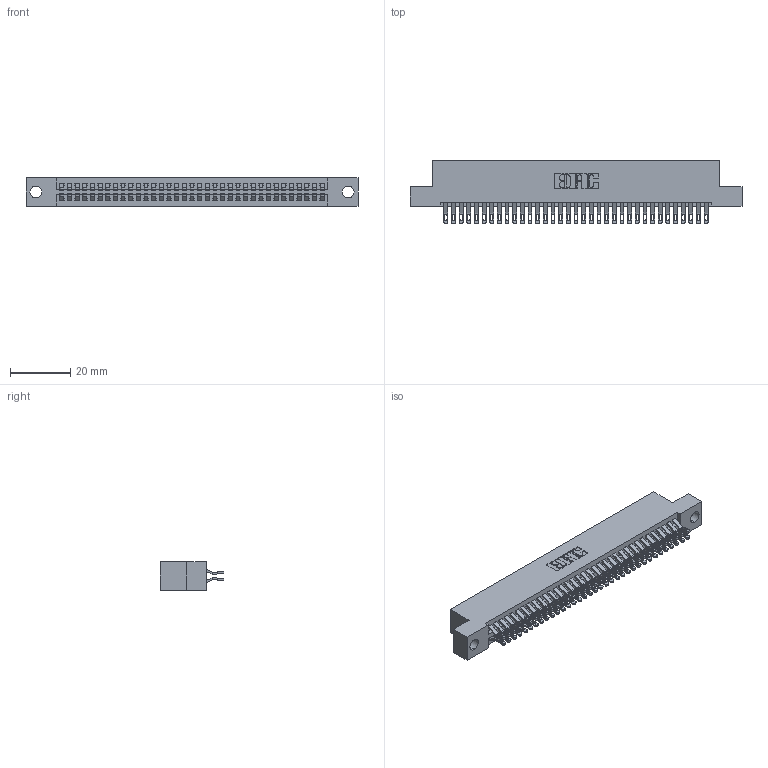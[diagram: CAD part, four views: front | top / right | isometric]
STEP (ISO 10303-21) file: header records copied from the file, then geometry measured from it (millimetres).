
FILE_DESCRIPTION (( 'STEP AP203' ), '1' );
FILE_NAME ('345-070-555-204.STEP', '2018-10-01T09:21:01', ( '' ), ( '' ), 'SwSTEP 2.0', 'SolidWorks 2016', '' );
FILE_SCHEMA (( 'CONFIG_CONTROL_DESIGN' ));
Length unit declared in the file: inch
Products named in the file (3): 345-070-555-204; 345-292-001_555 Tail; 345 Part_Flush Mounting Lugs - 0.156 Dia-TH
Assembly tree (71 placements, depth 2):
  345-070-555-204
    345 Part_Flush Mounting Lugs - 0.156 Dia-TH
    345-292-001_555 Tail  x70
Bounding box: 110.11 x 21.13 x 9.4 mm (x, y, z)
Volume: 10746.3 mm3; surface area: 16270.6 mm2
Topology: 71 solids, 71 shells, 4046 faces, 12731 edges, 8486 vertices
Faces by surface type: plane 2250, cylinder 1796
Entity records: 28733 total; most frequent: CARTESIAN_POINT 4858, ORIENTED_EDGE 4762, DIRECTION 4261, EDGE_CURVE 2381, VECTOR 2089, LINE 2089, VERTEX_POINT 1586, AXIS2_PLACEMENT_3D 1086
